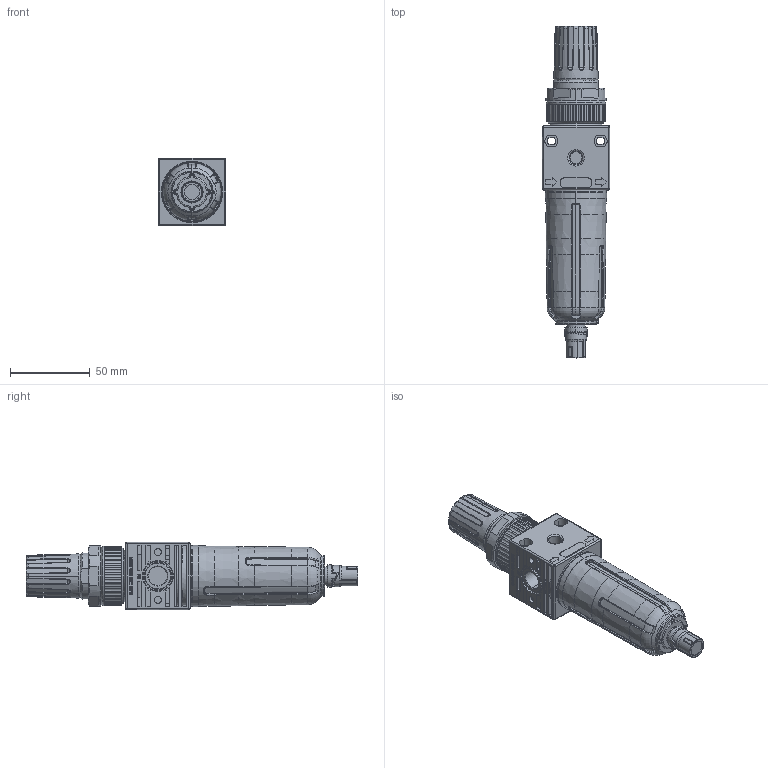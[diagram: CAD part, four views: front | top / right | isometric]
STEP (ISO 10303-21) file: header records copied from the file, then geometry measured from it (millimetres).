
FILE_DESCRIPTION(('STEP AP214'),'1');
FILE_NAME('042 FR Alto PE SS.stp','2018-02-06T07:37:49',(' '),(' '),'Spatial InterOp 3D',' ',' ');
FILE_SCHEMA(('AUTOMOTIVE_DESIGN { 1 0 10303 214 1 1 1 1 }'));
Length unit declared in the file: metre
Products named in the file (1): Volume
Bounding box: 42 x 207.9 x 42 mm (x, y, z)
Volume: 198581.9 mm3; surface area: 34148 mm2
Topology: 1 solids, 2 shells, 1469 faces, 3732 edges, 2342 vertices
Faces by surface type: plane 528, cylinder 296, bspline 226, extrusion 160, torus 114, cone 113, sphere 32
Entity records: 74537 total; most frequent: CARTESIAN_POINT 28836, ORIENTED_EDGE 7432, DIRECTION 6384, EDGE_CURVE 3716, VERTEX_POINT 2342, AXIS2_PLACEMENT_3D 2270, VECTOR 1844, LINE 1684
